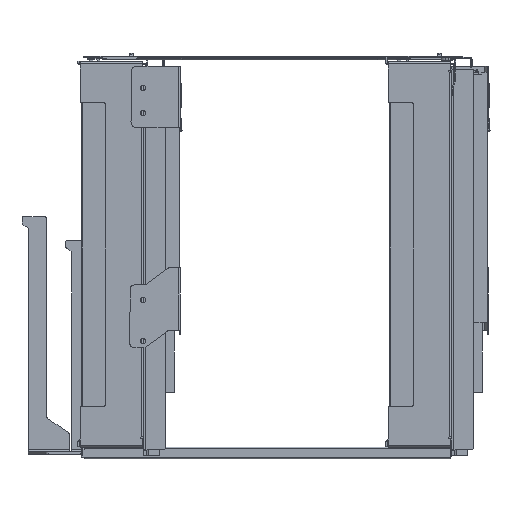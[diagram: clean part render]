
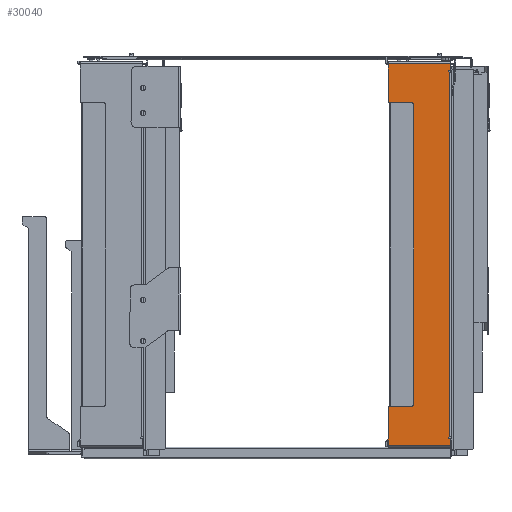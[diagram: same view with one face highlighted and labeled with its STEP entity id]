
A CAD part, left-side view. The second image highlights one B-rep face of the part: STEP entity #30040.
In plain terms, the highlighted planar face has unit normal (-1, 0, 0).
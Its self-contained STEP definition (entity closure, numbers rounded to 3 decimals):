
#1183=PLANE('',#32530);
#3491=FACE_OUTER_BOUND('',#5120,.T.);
#5120=EDGE_LOOP('',(#27179,#27180,#27181,#27182,#27183,#27184,#27185,#27186,
#27187,#27188,#27189,#27190,#27191,#27192,#27193,#27194,#27195,#27196));
#7999=LINE('',#51505,#11129);
#8064=LINE('',#51688,#11194);
#8072=LINE('',#51716,#11202);
#8081=LINE('',#51743,#11211);
#8084=LINE('',#51751,#11214);
#8098=LINE('',#51787,#11228);
#8099=LINE('',#51790,#11229);
#8100=LINE('',#51793,#11230);
#8101=LINE('',#51795,#11231);
#8102=LINE('',#51797,#11232);
#8103=LINE('',#51800,#11233);
#8104=LINE('',#51803,#11234);
#11129=VECTOR('',#39857,10.);
#11194=VECTOR('',#40042,10.);
#11202=VECTOR('',#40086,10.);
#11211=VECTOR('',#40119,10.);
#11214=VECTOR('',#40128,10.);
#11228=VECTOR('',#40168,10.);
#11229=VECTOR('',#40171,10.);
#11230=VECTOR('',#40174,10.);
#11231=VECTOR('',#40175,10.);
#11232=VECTOR('',#40176,10.);
#11233=VECTOR('',#40179,10.);
#11234=VECTOR('',#40182,10.);
#12494=CIRCLE('',#32512,2.5);
#12495=CIRCLE('',#32515,2.5);
#12501=CIRCLE('',#32528,2.5);
#12502=CIRCLE('',#32531,2.5);
#12503=CIRCLE('',#32532,1.25);
#12504=CIRCLE('',#32533,1.25);
#13228=VERTEX_POINT('',#42960);
#14863=VERTEX_POINT('',#51090);
#14980=VERTEX_POINT('',#51504);
#15037=VERTEX_POINT('',#51685);
#15038=VERTEX_POINT('',#51687);
#15040=VERTEX_POINT('',#51714);
#15044=VERTEX_POINT('',#51736);
#15045=VERTEX_POINT('',#51737);
#15046=VERTEX_POINT('',#51742);
#15047=VERTEX_POINT('',#51746);
#15048=VERTEX_POINT('',#51750);
#15057=VERTEX_POINT('',#51783);
#15058=VERTEX_POINT('',#51789);
#15059=VERTEX_POINT('',#51791);
#15060=VERTEX_POINT('',#51794);
#15061=VERTEX_POINT('',#51796);
#15062=VERTEX_POINT('',#51798);
#15063=VERTEX_POINT('',#51801);
#19032=EDGE_CURVE('',#14980,#14863,#7999,.T.);
#19125=EDGE_CURVE('',#15038,#15037,#8064,.T.);
#19139=EDGE_CURVE('',#14863,#15040,#8072,.T.);
#19148=EDGE_CURVE('',#15044,#15045,#12494,.T.);
#19151=EDGE_CURVE('',#15046,#15045,#8081,.T.);
#19153=EDGE_CURVE('',#15046,#15047,#12495,.T.);
#19155=EDGE_CURVE('',#15048,#15047,#8084,.T.);
#19173=EDGE_CURVE('',#15048,#15057,#12501,.T.);
#19175=EDGE_CURVE('',#15040,#15057,#8098,.T.);
#19176=EDGE_CURVE('',#15044,#15058,#8099,.T.);
#19177=EDGE_CURVE('',#15059,#15058,#12502,.T.);
#19178=EDGE_CURVE('',#15059,#15038,#8100,.T.);
#19179=EDGE_CURVE('',#15037,#15060,#8101,.T.);
#19180=EDGE_CURVE('',#15060,#15061,#8102,.T.);
#19181=EDGE_CURVE('',#15061,#15062,#12503,.T.);
#19182=EDGE_CURVE('',#15062,#13228,#8103,.T.);
#19183=EDGE_CURVE('',#13228,#15063,#12504,.T.);
#19184=EDGE_CURVE('',#15063,#14980,#8104,.T.);
#27179=ORIENTED_EDGE('',*,*,#19032,.T.);
#27180=ORIENTED_EDGE('',*,*,#19139,.T.);
#27181=ORIENTED_EDGE('',*,*,#19175,.T.);
#27182=ORIENTED_EDGE('',*,*,#19173,.F.);
#27183=ORIENTED_EDGE('',*,*,#19155,.T.);
#27184=ORIENTED_EDGE('',*,*,#19153,.F.);
#27185=ORIENTED_EDGE('',*,*,#19151,.T.);
#27186=ORIENTED_EDGE('',*,*,#19148,.F.);
#27187=ORIENTED_EDGE('',*,*,#19176,.T.);
#27188=ORIENTED_EDGE('',*,*,#19177,.F.);
#27189=ORIENTED_EDGE('',*,*,#19178,.T.);
#27190=ORIENTED_EDGE('',*,*,#19125,.T.);
#27191=ORIENTED_EDGE('',*,*,#19179,.T.);
#27192=ORIENTED_EDGE('',*,*,#19180,.T.);
#27193=ORIENTED_EDGE('',*,*,#19181,.T.);
#27194=ORIENTED_EDGE('',*,*,#19182,.T.);
#27195=ORIENTED_EDGE('',*,*,#19183,.T.);
#27196=ORIENTED_EDGE('',*,*,#19184,.T.);
#30040=ADVANCED_FACE('',(#3491),#1183,.F.);
#32512=AXIS2_PLACEMENT_3D('',#51738,#40113,#40114);
#32515=AXIS2_PLACEMENT_3D('',#51747,#40123,#40124);
#32528=AXIS2_PLACEMENT_3D('',#51784,#40163,#40164);
#32530=AXIS2_PLACEMENT_3D('',#51788,#40169,#40170);
#32531=AXIS2_PLACEMENT_3D('',#51792,#40172,#40173);
#32532=AXIS2_PLACEMENT_3D('',#51799,#40177,#40178);
#32533=AXIS2_PLACEMENT_3D('',#51802,#40180,#40181);
#39857=DIRECTION('',(0.,0.,1.));
#40042=DIRECTION('',(0.,-1.,0.));
#40086=DIRECTION('',(0.,1.,0.));
#40113=DIRECTION('center_axis',(-1.,0.,0.));
#40114=DIRECTION('ref_axis',(0.,-0.707,-0.707));
#40119=DIRECTION('',(0.,0.,-1.));
#40123=DIRECTION('center_axis',(-1.,0.,0.));
#40124=DIRECTION('ref_axis',(0.,-0.707,0.707));
#40128=DIRECTION('',(0.,-1.,0.));
#40163=DIRECTION('center_axis',(1.,0.,0.));
#40164=DIRECTION('ref_axis',(0.,0.707,-0.707));
#40168=DIRECTION('',(0.,0.,-1.));
#40169=DIRECTION('center_axis',(1.,0.,0.));
#40170=DIRECTION('ref_axis',(0.,-1.,0.));
#40171=DIRECTION('',(0.,1.,0.));
#40172=DIRECTION('center_axis',(1.,0.,0.));
#40173=DIRECTION('ref_axis',(0.,0.707,0.707));
#40174=DIRECTION('',(0.,0.,-1.));
#40175=DIRECTION('',(0.,0.,1.));
#40176=DIRECTION('',(0.,1.,0.));
#40177=DIRECTION('center_axis',(1.,0.,0.));
#40178=DIRECTION('ref_axis',(0.,0.,
-1.));
#40179=DIRECTION('',(0.,0.,1.));
#40180=DIRECTION('center_axis',(1.,0.,0.));
#40181=DIRECTION('ref_axis',(0.,0.,
-1.));
#40182=DIRECTION('',(0.,-1.,0.));
#42960=CARTESIAN_POINT('',(-124.,51.743,-20.25));
#51090=CARTESIAN_POINT('',(-124.,50.743,-9.75));
#51504=CARTESIAN_POINT('',(-124.,50.743,-17.75));
#51505=CARTESIAN_POINT('',(-124.,50.743,-17.75));
#51685=CARTESIAN_POINT('',(-124.,50.743,-491.25));
#51687=CARTESIAN_POINT('',(-124.,129.243,-491.25));
#51688=CARTESIAN_POINT('',(-124.,129.243,-491.25));
#51714=CARTESIAN_POINT('',(-124.,129.243,-9.75));
#51716=CARTESIAN_POINT('',(-124.,50.743,-9.75));
#51736=CARTESIAN_POINT('',(-124.,99.743,-442.25));
#51737=CARTESIAN_POINT('',(-124.,97.243,-439.75));
#51738=CARTESIAN_POINT('Origin',(-124.,99.743,-439.75));
#51742=CARTESIAN_POINT('',(-124.,97.243,-61.25));
#51743=CARTESIAN_POINT('',(-124.,97.243,-346.375));
#51746=CARTESIAN_POINT('',(-124.,99.743,-58.75));
#51747=CARTESIAN_POINT('Origin',(-124.,99.743,-61.25));
#51750=CARTESIAN_POINT('',(-124.,126.743,-58.75));
#51751=CARTESIAN_POINT('',(-124.,93.143,-58.75));
#51783=CARTESIAN_POINT('',(-124.,129.243,-56.25));
#51784=CARTESIAN_POINT('Origin',(-124.,126.743,-56.25));
#51787=CARTESIAN_POINT('',(-124.,129.243,-9.75));
#51788=CARTESIAN_POINT('Origin',(-124.,89.043,-250.5));
#51789=CARTESIAN_POINT('',(-124.,126.743,-442.25));
#51790=CARTESIAN_POINT('',(-124.,109.143,-442.25));
#51791=CARTESIAN_POINT('',(-124.,129.243,-444.75));
#51792=CARTESIAN_POINT('Origin',(-124.,126.743,-444.75));
#51793=CARTESIAN_POINT('',(-124.,129.243,-9.75));
#51794=CARTESIAN_POINT('',(-124.,50.743,-483.25));
#51795=CARTESIAN_POINT('',(-124.,50.743,-491.25));
#51796=CARTESIAN_POINT('',(-124.,51.743,-483.25));
#51797=CARTESIAN_POINT('',(-124.,50.743,-483.25));
#51798=CARTESIAN_POINT('',(-124.,51.743,-480.75));
#51799=CARTESIAN_POINT('Origin',(-124.,51.743,-482.));
#51800=CARTESIAN_POINT('',(-124.,51.743,-250.5));
#51801=CARTESIAN_POINT('',(-124.,51.743,-17.75));
#51802=CARTESIAN_POINT('Origin',(-124.,51.743,-19.));
#51803=CARTESIAN_POINT('',(-124.,51.743,-17.75));
